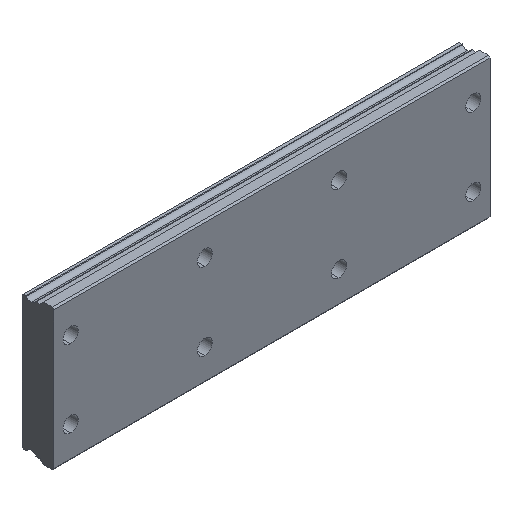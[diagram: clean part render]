
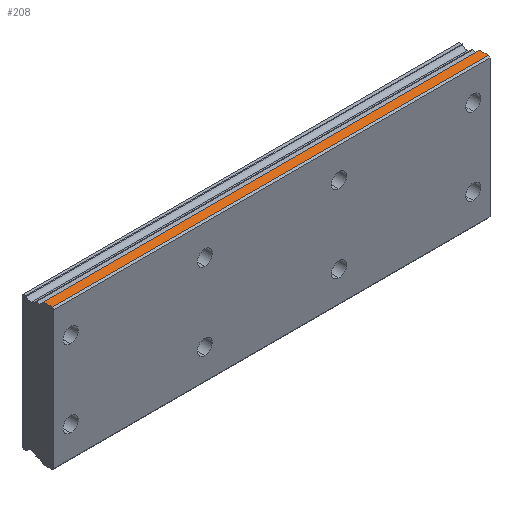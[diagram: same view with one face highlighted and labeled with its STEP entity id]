
A CAD part, isometric view. The second image highlights one B-rep face of the part: STEP entity #208.
In plain terms, the highlighted planar face has unit normal (0, 0, 1).
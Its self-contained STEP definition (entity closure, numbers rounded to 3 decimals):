
#4 = AXIS2_PLACEMENT_3D ( 'NONE', #346, #1109, #950 ) ;
#11 = CARTESIAN_POINT ( 'NONE',  ( 125., 3.1, 21. ) ) ;
#152 = VECTOR ( 'NONE', #948, 1000. ) ;
#182 = LINE ( 'NONE', #1149, #738 ) ;
#189 = VERTEX_POINT ( 'NONE', #1456 ) ;
#193 = FACE_OUTER_BOUND ( 'NONE', #753, .T. ) ;
#208 = ADVANCED_FACE ( 'NONE', ( #193 ), #983, .F. ) ;
#237 = ORIENTED_EDGE ( 'NONE', *, *, #1756, .F. ) ;
#346 = CARTESIAN_POINT ( 'NONE',  ( 125., 3.1, 21. ) ) ;
#354 = CARTESIAN_POINT ( 'NONE',  ( 125., 5.27, 21. ) ) ;
#365 = DIRECTION ( 'NONE',  ( 0., -1., 0. ) ) ;
#511 = VERTEX_POINT ( 'NONE', #1028 ) ;
#633 = LINE ( 'NONE', #1872, #1119 ) ;
#681 = LINE ( 'NONE', #354, #1333 ) ;
#738 = VECTOR ( 'NONE', #1453, 1000. ) ;
#753 = EDGE_LOOP ( 'NONE', ( #1442, #766, #237, #755 ) ) ;
#755 = ORIENTED_EDGE ( 'NONE', *, *, #810, .T. ) ;
#766 = ORIENTED_EDGE ( 'NONE', *, *, #1723, .F. ) ;
#791 = DIRECTION ( 'NONE',  ( 0., -1., 0. ) ) ;
#810 = EDGE_CURVE ( 'NONE', #511, #1228, #633, .T. ) ;
#937 = CARTESIAN_POINT ( 'NONE',  ( 125., 0.5, 21. ) ) ;
#948 = DIRECTION ( 'NONE',  ( 1., 0., 0. ) ) ;
#950 = DIRECTION ( 'NONE',  ( -1., 0., 0. ) ) ;
#983 = PLANE ( 'NONE',  #4 ) ;
#1028 = CARTESIAN_POINT ( 'NONE',  ( -5., 3.1, 21. ) ) ;
#1109 = DIRECTION ( 'NONE',  ( 0., 0., -1. ) ) ;
#1119 = VECTOR ( 'NONE', #791, 1000. ) ;
#1149 = CARTESIAN_POINT ( 'NONE',  ( 125., 3.1, 21. ) ) ;
#1165 = VERTEX_POINT ( 'NONE', #11 ) ;
#1228 = VERTEX_POINT ( 'NONE', #1982 ) ;
#1263 = LINE ( 'NONE', #937, #152 ) ;
#1333 = VECTOR ( 'NONE', #365, 1000. ) ;
#1442 = ORIENTED_EDGE ( 'NONE', *, *, #1565, .T. ) ;
#1453 = DIRECTION ( 'NONE',  ( 1., 0., 0. ) ) ;
#1456 = CARTESIAN_POINT ( 'NONE',  ( 125., 0.5, 21. ) ) ;
#1565 = EDGE_CURVE ( 'NONE', #1228, #189, #1263, .T. ) ;
#1723 = EDGE_CURVE ( 'NONE', #1165, #189, #681, .T. ) ;
#1756 = EDGE_CURVE ( 'NONE', #511, #1165, #182, .T. ) ;
#1872 = CARTESIAN_POINT ( 'NONE',  ( -5., 5.27, 21. ) ) ;
#1982 = CARTESIAN_POINT ( 'NONE',  ( -5., 0.5, 21. ) ) ;
